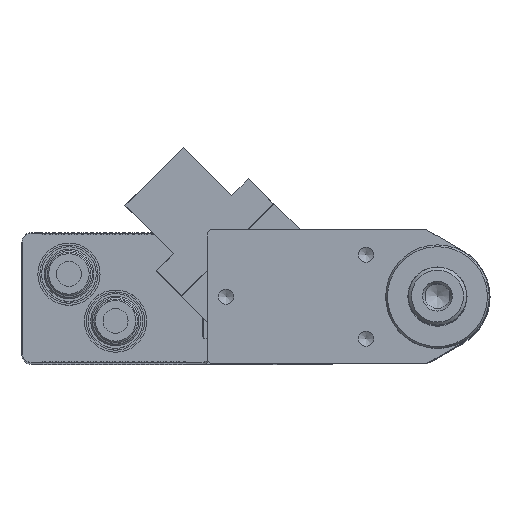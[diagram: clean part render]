
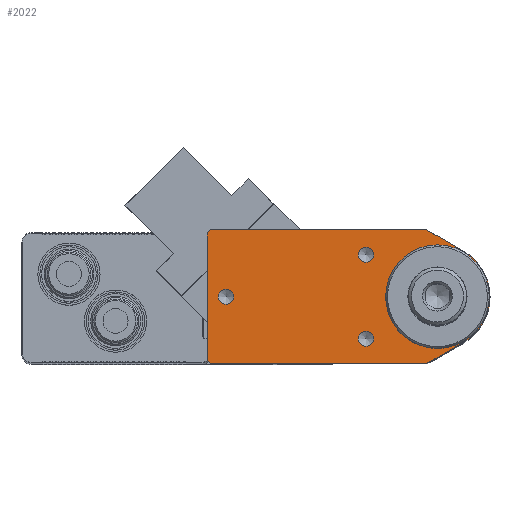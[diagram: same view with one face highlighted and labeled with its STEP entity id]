
A CAD part, top view. The second image highlights one B-rep face of the part: STEP entity #2022.
In plain terms, the highlighted planar face has unit normal (0, 0, 1).
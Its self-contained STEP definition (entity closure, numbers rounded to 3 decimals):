
#716=CARTESIAN_POINT('',(2.459,68.0,71.0));
#717=VERTEX_POINT('',#716);
#718=CARTESIAN_POINT('',(0.0,68.0,71.0));
#719=DIRECTION('',(0.0,0.0,-1.0));
#720=DIRECTION('',(1.0,0.0,0.0));
#721=AXIS2_PLACEMENT_3D('',#718,#719,#720);
#722=CIRCLE('',#721,2.459);
#723=EDGE_CURVE('',#717,#717,#722,.T.);
#795=CARTESIAN_POINT('',(15.959,23.,71.0));
#796=VERTEX_POINT('',#795);
#797=CARTESIAN_POINT('',(13.5,23.,71.0));
#798=DIRECTION('',(0.0,0.0,-1.0));
#799=DIRECTION('',(1.0,0.0,0.0));
#800=AXIS2_PLACEMENT_3D('',#797,#798,#799);
#801=CIRCLE('',#800,2.459);
#802=EDGE_CURVE('',#796,#796,#801,.T.);
#874=CARTESIAN_POINT('',(-11.042,23.,71.0));
#875=VERTEX_POINT('',#874);
#876=CARTESIAN_POINT('',(-13.5,23.,71.0));
#877=DIRECTION('',(0.0,0.0,-1.0));
#878=DIRECTION('',(1.0,0.0,0.0));
#879=AXIS2_PLACEMENT_3D('',#876,#877,#878);
#880=CIRCLE('',#879,2.459);
#881=EDGE_CURVE('',#875,#875,#880,.T.);
#1769=CARTESIAN_POINT('',(16.65,0.,71.0));
#1770=VERTEX_POINT('',#1769);
#1771=CARTESIAN_POINT('',(0.0,0.0,71.0));
#1772=DIRECTION('',(0.0,0.0,-1.0));
#1773=DIRECTION('',(-1.0,0.0,0.0));
#1774=AXIS2_PLACEMENT_3D('',#1771,#1772,#1773);
#1775=CIRCLE('',#1774,16.65);
#1776=EDGE_CURVE('',#1770,#1770,#1775,.T.);
#1801=CARTESIAN_POINT('',(-21.5,73.0,71.0));
#1802=VERTEX_POINT('',#1801);
#1803=CARTESIAN_POINT('',(-20.5,74.0,71.0));
#1804=VERTEX_POINT('',#1803);
#1805=CARTESIAN_POINT('',(-21.5,73.0,71.0));
#1806=DIRECTION('',(0.707,0.707,0.0));
#1807=VECTOR('',#1806,1.414);
#1808=LINE('',#1805,#1807);
#1809=EDGE_CURVE('',#1802,#1804,#1808,.T.);
#1834=CARTESIAN_POINT('',(-21.5,3.439,71.0));
#1835=VERTEX_POINT('',#1834);
#1842=CARTESIAN_POINT('',(-21.5,3.439,71.0));
#1843=DIRECTION('',(0.0,1.0,0.0));
#1844=VECTOR('',#1843,69.561);
#1845=LINE('',#1842,#1844);
#1846=EDGE_CURVE('',#1835,#1802,#1845,.T.);
#1856=CARTESIAN_POINT('',(20.5,74.0,71.0));
#1857=VERTEX_POINT('',#1856);
#1858=CARTESIAN_POINT('',(21.5,73.0,71.0));
#1859=VERTEX_POINT('',#1858);
#1860=CARTESIAN_POINT('',(20.5,74.0,71.0));
#1861=DIRECTION('',(0.707,-0.707,0.0));
#1862=VECTOR('',#1861,1.414);
#1863=LINE('',#1860,#1862);
#1864=EDGE_CURVE('',#1857,#1859,#1863,.T.);
#1888=CARTESIAN_POINT('',(21.5,3.439,71.0));
#1889=VERTEX_POINT('',#1888);
#1890=CARTESIAN_POINT('',(21.5,73.0,71.0));
#1891=DIRECTION('',(0.0,-1.0,0.0));
#1892=VECTOR('',#1891,69.561);
#1893=LINE('',#1890,#1892);
#1894=EDGE_CURVE('',#1859,#1889,#1893,.T.);
#1912=CARTESIAN_POINT('',(-20.5,74.0,71.0));
#1913=DIRECTION('',(1.0,0.0,0.0));
#1914=VECTOR('',#1913,41.);
#1915=LINE('',#1912,#1914);
#1916=EDGE_CURVE('',#1804,#1857,#1915,.T.);
#1928=CARTESIAN_POINT('',(14.636,-8.45,71.0));
#1929=VERTEX_POINT('',#1928);
#1930=CARTESIAN_POINT('',(21.5,3.439,71.0));
#1931=DIRECTION('',(-0.5,-0.866,0.0));
#1932=VECTOR('',#1931,13.728);
#1933=LINE('',#1930,#1932);
#1934=EDGE_CURVE('',#1889,#1929,#1933,.T.);
#1955=CARTESIAN_POINT('',(-14.636,-8.45,71.0));
#1956=VERTEX_POINT('',#1955);
#1957=CARTESIAN_POINT('',(0.0,0.0,71.0));
#1958=DIRECTION('',(0.0,0.0,-1.0));
#1959=DIRECTION('',(0.866,0.5,0.0));
#1960=AXIS2_PLACEMENT_3D('',#1957,#1958,#1959);
#1961=CIRCLE('',#1960,16.9);
#1962=EDGE_CURVE('',#1929,#1956,#1961,.T.);
#1980=CARTESIAN_POINT('',(-14.636,-8.45,71.0));
#1981=DIRECTION('',(-0.5,0.866,0.0));
#1982=VECTOR('',#1981,13.728);
#1983=LINE('',#1980,#1982);
#1984=EDGE_CURVE('',#1956,#1835,#1983,.T.);
#1995=CARTESIAN_POINT('',(0.,32.806,71.0));
#1996=DIRECTION('',(0.0,0.0,1.0));
#1997=DIRECTION('',(1.0,0.0,0.0));
#1998=AXIS2_PLACEMENT_3D('',#1995,#1996,#1997);
#1999=PLANE('',#1998);
#2000=ORIENTED_EDGE('',*,*,#1809,.F.);
#2001=ORIENTED_EDGE('',*,*,#1846,.F.);
#2002=ORIENTED_EDGE('',*,*,#1984,.F.);
#2003=ORIENTED_EDGE('',*,*,#1962,.F.);
#2004=ORIENTED_EDGE('',*,*,#1934,.F.);
#2005=ORIENTED_EDGE('',*,*,#1894,.F.);
#2006=ORIENTED_EDGE('',*,*,#1864,.F.);
#2007=ORIENTED_EDGE('',*,*,#1916,.F.);
#2008=EDGE_LOOP('',(#2000,#2001,#2002,#2003,#2004,#2005,#2006,#2007));
#2009=FACE_OUTER_BOUND('',#2008,.T.);
#2010=ORIENTED_EDGE('',*,*,#723,.T.);
#2011=EDGE_LOOP('',(#2010));
#2012=FACE_BOUND('',#2011,.T.);
#2013=ORIENTED_EDGE('',*,*,#802,.T.);
#2014=EDGE_LOOP('',(#2013));
#2015=FACE_BOUND('',#2014,.T.);
#2016=ORIENTED_EDGE('',*,*,#881,.T.);
#2017=EDGE_LOOP('',(#2016));
#2018=FACE_BOUND('',#2017,.T.);
#2019=ORIENTED_EDGE('',*,*,#1776,.T.);
#2020=EDGE_LOOP('',(#2019));
#2021=FACE_BOUND('',#2020,.T.);
#2022=ADVANCED_FACE('',(#2009,#2012,#2015,#2018,#2021),#1999,.T.);
